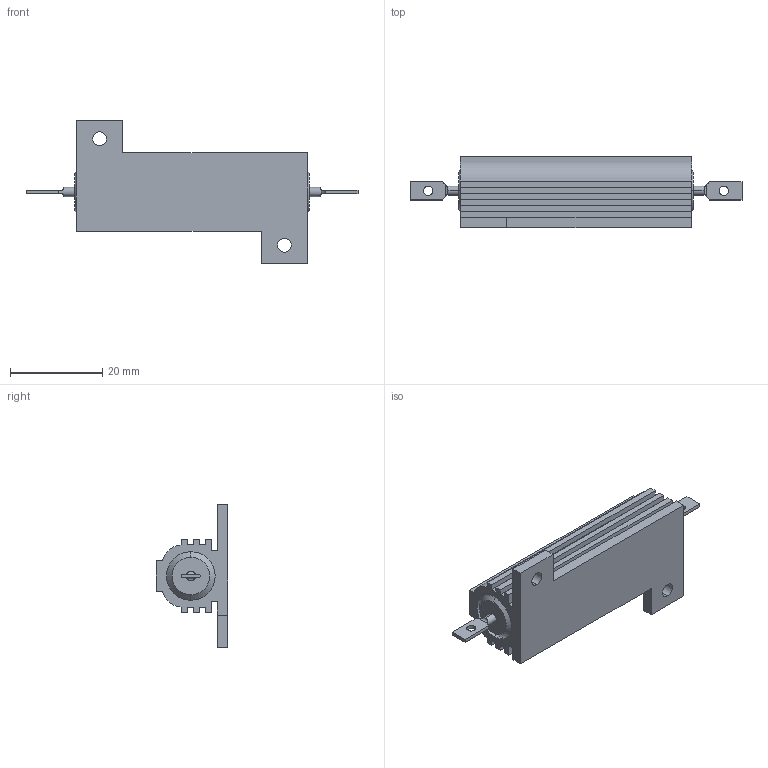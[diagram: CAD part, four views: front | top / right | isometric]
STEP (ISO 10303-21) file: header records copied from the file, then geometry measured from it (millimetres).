
FILE_DESCRIPTION (( 'STEP AP214' ), '1' );
FILE_NAME ('BF385EAA-B4EB-4F86-8E7E-DFC9D92ADBDF.STEP', '2024-08-12T11:26:16', ( '' ), ( '' ), 'SwSTEP 2.0', 'SolidWorks 2022', '' );
FILE_SCHEMA (( 'AUTOMOTIVE_DESIGN' ));
Length unit declared in the file: millimetre
Products named in the file (1): BF385EAA-B4EB-4F86-8E7E-DFC9D92ADBDF
Bounding box: 71.8 x 15.5 x 31 mm (x, y, z)
Volume: 10700.1 mm3; surface area: 5095.7 mm2
Topology: 1 solids, 1 shells, 84 faces, 230 edges, 152 vertices
Faces by surface type: plane 50, cylinder 26, cone 8
Entity records: 3148 total; most frequent: CARTESIAN_POINT 565, ORIENTED_EDGE 460, DIRECTION 428, EDGE_CURVE 230, VERTEX_POINT 152, VECTOR 150, LINE 150, AXIS2_PLACEMENT_3D 139
